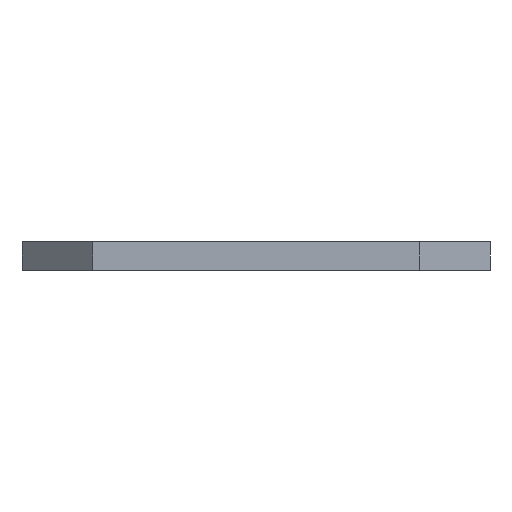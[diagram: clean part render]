
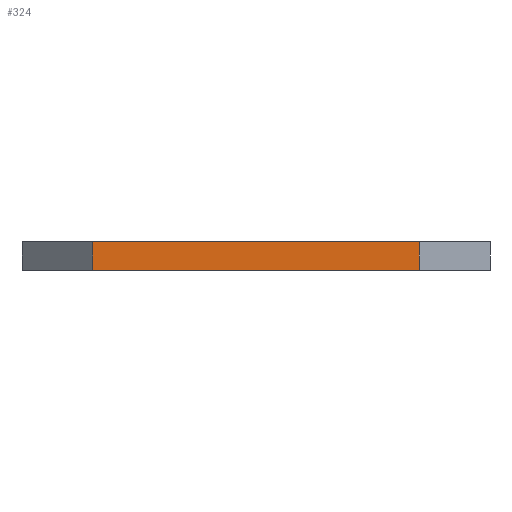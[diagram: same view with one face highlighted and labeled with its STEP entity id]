
A CAD part, left-side view. The second image highlights one B-rep face of the part: STEP entity #324.
In plain terms, the highlighted planar face has unit normal (-1, 0, 0).
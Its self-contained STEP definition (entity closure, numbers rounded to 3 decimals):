
#5 = ORIENTED_EDGE ( 'NONE', *, *, #234, .F. ) ;
#191 = DIRECTION ( 'NONE',  ( 1., 0., 0. ) ) ;
#234 = EDGE_CURVE ( 'NONE', #1360, #626, #1275, .T. ) ;
#318 = CARTESIAN_POINT ( 'NONE',  ( 0., 11.5, 2. ) ) ;
#324 = ADVANCED_FACE ( 'NONE', ( #714 ), #1308, .F. ) ;
#327 = CARTESIAN_POINT ( 'NONE',  ( 0., -11.5, 2. ) ) ;
#344 = VECTOR ( 'NONE', #1326, 1000. ) ;
#356 = CARTESIAN_POINT ( 'NONE',  ( 0., 11.5, 2. ) ) ;
#435 = DIRECTION ( 'NONE',  ( 0., 0., -1. ) ) ;
#448 = ORIENTED_EDGE ( 'NONE', *, *, #1356, .F. ) ;
#455 = CARTESIAN_POINT ( 'NONE',  ( 0., 11.5, 0. ) ) ;
#515 = CARTESIAN_POINT ( 'NONE',  ( 0., -11.5, 0. ) ) ;
#554 = EDGE_CURVE ( 'NONE', #1360, #807, #1026, .T. ) ;
#572 = CARTESIAN_POINT ( 'NONE',  ( 0., 11.5, 2. ) ) ;
#626 = VERTEX_POINT ( 'NONE', #661 ) ;
#661 = CARTESIAN_POINT ( 'NONE',  ( 0., -11.5, 2. ) ) ;
#667 = AXIS2_PLACEMENT_3D ( 'NONE', #1187, #191, #1438 ) ;
#669 = LINE ( 'NONE', #327, #344 ) ;
#714 = FACE_OUTER_BOUND ( 'NONE', #1531, .T. ) ;
#763 = CARTESIAN_POINT ( 'NONE',  ( 0., 11.5, 0. ) ) ;
#807 = VERTEX_POINT ( 'NONE', #455 ) ;
#843 = EDGE_CURVE ( 'NONE', #807, #1307, #1262, .T. ) ;
#852 = DIRECTION ( 'NONE',  ( 0., -1., 0. ) ) ;
#923 = VECTOR ( 'NONE', #1394, 1000. ) ;
#1026 = LINE ( 'NONE', #318, #1322 ) ;
#1126 = VECTOR ( 'NONE', #852, 1000. ) ;
#1187 = CARTESIAN_POINT ( 'NONE',  ( 0., 11.5, 2. ) ) ;
#1262 = LINE ( 'NONE', #763, #923 ) ;
#1275 = LINE ( 'NONE', #356, #1126 ) ;
#1307 = VERTEX_POINT ( 'NONE', #515 ) ;
#1308 = PLANE ( 'NONE',  #667 ) ;
#1322 = VECTOR ( 'NONE', #435, 1000. ) ;
#1326 = DIRECTION ( 'NONE',  ( 0., 0., -1. ) ) ;
#1356 = EDGE_CURVE ( 'NONE', #626, #1307, #669, .T. ) ;
#1360 = VERTEX_POINT ( 'NONE', #572 ) ;
#1394 = DIRECTION ( 'NONE',  ( 0., -1., 0. ) ) ;
#1438 = DIRECTION ( 'NONE',  ( 0., 1., 0. ) ) ;
#1470 = ORIENTED_EDGE ( 'NONE', *, *, #843, .T. ) ;
#1531 = EDGE_LOOP ( 'NONE', ( #1470, #448, #5, #1559 ) ) ;
#1559 = ORIENTED_EDGE ( 'NONE', *, *, #554, .T. ) ;
